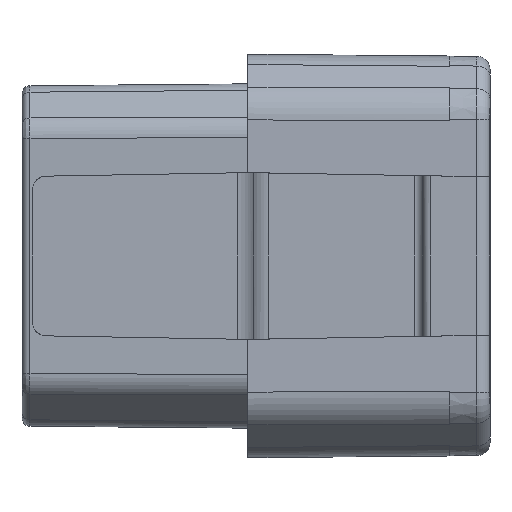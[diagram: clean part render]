
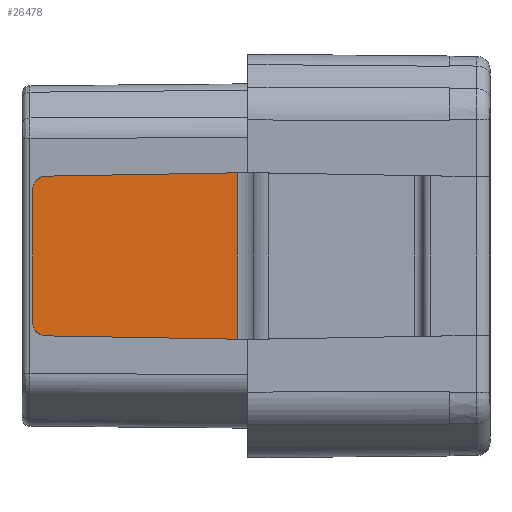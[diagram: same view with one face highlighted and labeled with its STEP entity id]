
A CAD part, left-side view. The second image highlights one B-rep face of the part: STEP entity #26478.
In plain terms, the highlighted planar face has unit normal (-1, 0.018, 0).
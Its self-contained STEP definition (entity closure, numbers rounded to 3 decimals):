
#7130=CARTESIAN_POINT('',(-16.593,0.392,
3.093));
#7148=CARTESIAN_POINT('',(-16.593,0.392,
-3.093));
#7162=DIRECTION('',(0.,0.,-1.));
#7163=VECTOR('',#7162,6.186);
#7164=CARTESIAN_POINT('',(-16.593,0.392,
3.093));
#7165=LINE('',#7164,#7163);
#7166=CARTESIAN_POINT('',(-16.46,8.,-2.469));
#7167=CARTESIAN_POINT('',(-16.46,8.,-2.551));
#7168=CARTESIAN_POINT('',(-16.461,7.965,
-2.68));
#7169=CARTESIAN_POINT('',(-16.463,7.864,
-2.827));
#7170=CARTESIAN_POINT('',(-16.465,7.719,
-2.93));
#7171=CARTESIAN_POINT('',(-16.468,7.591,
-2.968));
#7172=CARTESIAN_POINT('',(-16.469,7.509,
-2.969));
#7174=CARTESIAN_POINT('',(-16.469,7.509,2.969));
#7175=CARTESIAN_POINT('',(-16.468,7.591,2.968));
#7176=CARTESIAN_POINT('',(-16.465,7.719,2.93));
#7177=CARTESIAN_POINT('',(-16.463,7.864,2.827));
#7178=CARTESIAN_POINT('',(-16.461,7.965,2.68));
#7179=CARTESIAN_POINT('',(-16.46,8.,2.551));
#7180=CARTESIAN_POINT('',(-16.46,8.,2.469));
#7182=DIRECTION('',(-0.017,-1.,0.017));
#7183=VECTOR('',#7182,7.119);
#7184=CARTESIAN_POINT('',(-16.469,7.509,2.969));
#7185=LINE('',#7184,#7183);
#7186=DIRECTION('',(-0.017,-1.,-0.017));
#7187=VECTOR('',#7186,7.119);
#7188=CARTESIAN_POINT('',(-16.469,7.509,
-2.969));
#7189=LINE('',#7188,#7187);
#7690=DIRECTION('',(0.,0.,-1.));
#7691=VECTOR('',#7690,4.938);
#7692=CARTESIAN_POINT('',(-16.46,8.,2.469));
#7693=LINE('',#7692,#7691);
#13489=VERTEX_POINT('',#7130);
#13494=VERTEX_POINT('',#7148);
#13626=CARTESIAN_POINT('',(-16.469,7.509,
-2.969));
#13628=VERTEX_POINT('',#13626);
#13629=CARTESIAN_POINT('',(-16.46,8.,-2.469));
#13630=VERTEX_POINT('',#13629);
#13632=CARTESIAN_POINT('',(-16.469,7.509,
2.969));
#13633=VERTEX_POINT('',#13632);
#13634=CARTESIAN_POINT('',(-16.46,8.,2.469));
#13635=VERTEX_POINT('',#13634);
#26461=CARTESIAN_POINT('',(-16.6,0.,-3.639));
#26462=DIRECTION('',(-1.,0.017,0.));
#26463=DIRECTION('',(0.,0.,1.));
#26464=AXIS2_PLACEMENT_3D('',#26461,#26462,#26463);
#26465=PLANE('',#26464);
#26466=ORIENTED_EDGE('',*,*,#26422,.T.);
#26468=ORIENTED_EDGE('',*,*,#26467,.F.);
#26470=ORIENTED_EDGE('',*,*,#26469,.F.);
#26472=ORIENTED_EDGE('',*,*,#26471,.F.);
#26474=ORIENTED_EDGE('',*,*,#26473,.F.);
#26475=ORIENTED_EDGE('',*,*,#26441,.T.);
#26476=EDGE_LOOP('',(#26466,#26468,#26470,#26472,#26474,#26475));
#26477=FACE_OUTER_BOUND('',#26476,.F.);
#7173=B_SPLINE_CURVE_WITH_KNOTS('',3,(#7166,#7167,#7168,#7169,#7170,#7171,
#7172),.UNSPECIFIED.,.F.,.F.,(4,1,1,1,4),(0.,0.25,0.5,0.75,1.),
.UNSPECIFIED.);
#7181=B_SPLINE_CURVE_WITH_KNOTS('',3,(#7174,#7175,#7176,#7177,#7178,#7179,
#7180),.UNSPECIFIED.,.F.,.F.,(4,1,1,1,4),(0.,0.25,0.5,0.75,1.),
.UNSPECIFIED.);
#26422=EDGE_CURVE('',#13489,#13494,#7165,.T.);
#26441=EDGE_CURVE('',#13633,#13489,#7185,.T.);
#26467=EDGE_CURVE('',#13628,#13494,#7189,.T.);
#26469=EDGE_CURVE('',#13630,#13628,#7173,.T.);
#26471=EDGE_CURVE('',#13635,#13630,#7693,.T.);
#26473=EDGE_CURVE('',#13633,#13635,#7181,.T.);
#26478=ADVANCED_FACE('',(#26477),#26465,.T.);
